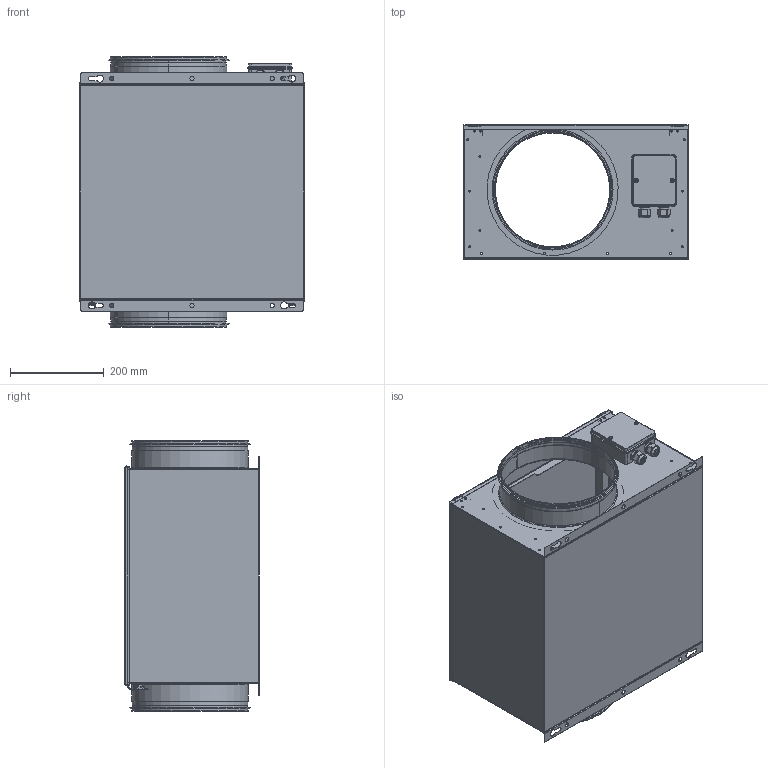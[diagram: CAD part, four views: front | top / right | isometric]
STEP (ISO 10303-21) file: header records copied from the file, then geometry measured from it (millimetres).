
FILE_DESCRIPTION (( 'STEP AP203' ), '1' );
FILE_NAME ('132590-00_ISOR250EC20.STEP', '2015-05-05T05:43:19', ( '' ), ( '' ), 'SwSTEP 2.0', 'SolidWorks 2012', '' );
FILE_SCHEMA (( 'CONFIG_CONTROL_DESIGN' ));
Length unit declared in the file: millimetre
Products named in the file (1): 132590-00_ISOR250EC20
Bounding box: 482.2 x 286.8 x 577 mm (x, y, z)
Surface area: 2077350.9 mm2 (no closed solid volume)
Topology: 0 solids, 59 shells, 717 faces, 2192 edges, 1476 vertices
Faces by surface type: cylinder 349, plane 220, torus 60, bspline 53, cone 35
Entity records: 27263 total; most frequent: CARTESIAN_POINT 7402, DIRECTION 4449, ORIENTED_EDGE 3545, EDGE_CURVE 2192, AXIS2_PLACEMENT_3D 1721, VERTEX_POINT 1476, CIRCLE 1056, VECTOR 1007
